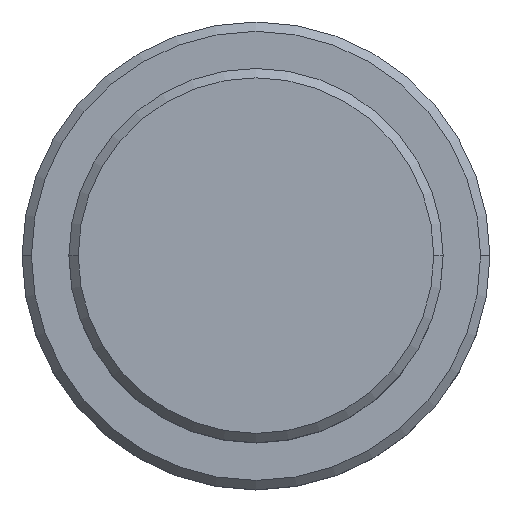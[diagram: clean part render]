
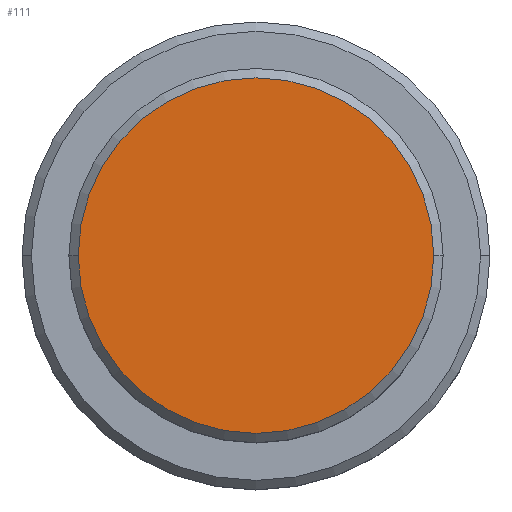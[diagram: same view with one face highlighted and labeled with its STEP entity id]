
A CAD part, top view. The second image highlights one B-rep face of the part: STEP entity #111.
In plain terms, the highlighted planar face has unit normal (0, 0, 1).
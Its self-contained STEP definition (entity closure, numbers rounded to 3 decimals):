
#111 = ADVANCED_FACE ( 'NONE', ( #822 ), #1350, .T. ) ;
#141 = DIRECTION ( 'NONE',  ( 1., 0., 0. ) ) ;
#145 = ORIENTED_EDGE ( 'NONE', *, *, #1316, .T. ) ;
#196 = CARTESIAN_POINT ( 'NONE',  ( 0., 0., 0. ) ) ;
#301 = AXIS2_PLACEMENT_3D ( 'NONE', #196, #1277, #643 ) ;
#362 = CARTESIAN_POINT ( 'NONE',  ( 0., 0., 0. ) ) ;
#366 = AXIS2_PLACEMENT_3D ( 'NONE', #362, #700, #141 ) ;
#436 = DIRECTION ( 'NONE',  ( 1., 0., 0. ) ) ;
#547 = CIRCLE ( 'NONE', #1096, 9.5 ) ;
#643 = DIRECTION ( 'NONE',  ( 1., 0., 0. ) ) ;
#700 = DIRECTION ( 'NONE',  ( 0., 0., 1. ) ) ;
#730 = CARTESIAN_POINT ( 'NONE',  ( 9.5, 0., 0. ) ) ;
#775 = CARTESIAN_POINT ( 'NONE',  ( -9.5, 0., 0. ) ) ;
#805 = EDGE_CURVE ( 'NONE', #1275, #1195, #1360, .T. ) ;
#822 = FACE_OUTER_BOUND ( 'NONE', #962, .T. ) ;
#962 = EDGE_LOOP ( 'NONE', ( #1210, #145 ) ) ;
#992 = DIRECTION ( 'NONE',  ( 0., 0., 1. ) ) ;
#1091 = CARTESIAN_POINT ( 'NONE',  ( 0., 0., 0. ) ) ;
#1096 = AXIS2_PLACEMENT_3D ( 'NONE', #1091, #992, #436 ) ;
#1195 = VERTEX_POINT ( 'NONE', #730 ) ;
#1210 = ORIENTED_EDGE ( 'NONE', *, *, #805, .T. ) ;
#1275 = VERTEX_POINT ( 'NONE', #775 ) ;
#1277 = DIRECTION ( 'NONE',  ( 0., 0., 1. ) ) ;
#1316 = EDGE_CURVE ( 'NONE', #1195, #1275, #547, .T. ) ;
#1350 = PLANE ( 'NONE',  #366 ) ;
#1360 = CIRCLE ( 'NONE', #301, 9.5 ) ;
